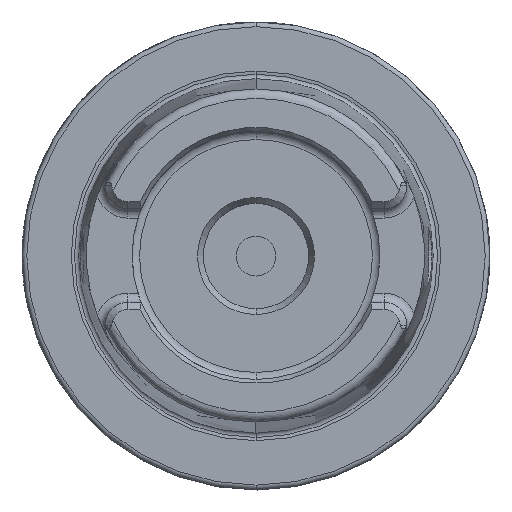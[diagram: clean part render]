
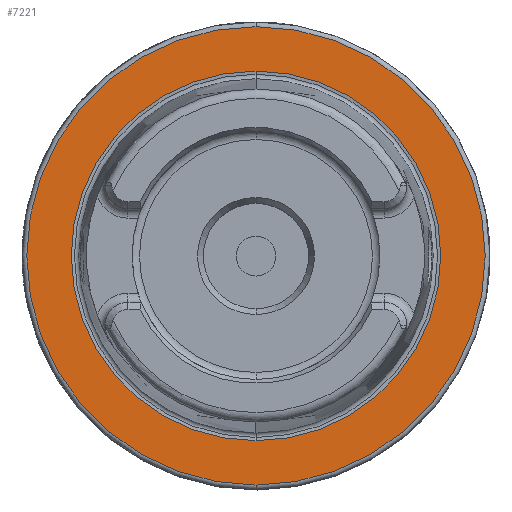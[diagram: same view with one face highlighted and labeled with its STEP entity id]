
A CAD part, top view. The second image highlights one B-rep face of the part: STEP entity #7221.
In plain terms, the highlighted planar face has unit normal (0, 0, 1).
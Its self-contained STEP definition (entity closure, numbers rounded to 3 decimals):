
#1122=CARTESIAN_POINT('',(0,0,29));
#1123=DIRECTION('',(0,0,1));
#1124=DIRECTION('',(0,1,0));
#1125=AXIS2_PLACEMENT_3D('',#1122,#1123,#1124);
#1127=CARTESIAN_POINT('',(0,0,29));
#1128=DIRECTION('',(0,0,-1));
#1129=DIRECTION('',(0,1,0));
#1130=AXIS2_PLACEMENT_3D('',#1127,#1128,#1129);
#1132=CARTESIAN_POINT('',(0,0,29));
#1133=DIRECTION('',(0,0,1));
#1134=DIRECTION('',(0,1,0));
#1135=AXIS2_PLACEMENT_3D('',#1132,#1133,#1134);
#1137=CARTESIAN_POINT('',(0,0,29));
#1138=DIRECTION('',(0,0,1));
#1139=DIRECTION('',(0,-1,0));
#1140=AXIS2_PLACEMENT_3D('',#1137,#1138,#1139);
#5408=CARTESIAN_POINT('',(0,39.499,29));
#5410=VERTEX_POINT('',#5408);
#5444=CARTESIAN_POINT('',(0,-39.499,29));
#5446=VERTEX_POINT('',#5444);
#5456=CARTESIAN_POINT('',(0,49,29));
#5457=CARTESIAN_POINT('',(0.,-49,29));
#5458=VERTEX_POINT('',#5456);
#5459=VERTEX_POINT('',#5457);
#7206=CARTESIAN_POINT('',(0,0,29));
#7207=DIRECTION('',(0,0,-1));
#7208=DIRECTION('',(0,-1,0));
#7209=AXIS2_PLACEMENT_3D('',#7206,#7207,#7208);
#7210=PLANE('',#7209);
#7212=ORIENTED_EDGE('',*,*,#7211,.F.);
#7214=ORIENTED_EDGE('',*,*,#7213,.F.);
#7215=EDGE_LOOP('',(#7212,#7214));
#7216=FACE_OUTER_BOUND('',#7215,.F.);
#7217=ORIENTED_EDGE('',*,*,#7188,.T.);
#7218=ORIENTED_EDGE('',*,*,#7199,.F.);
#7219=EDGE_LOOP('',(#7217,#7218));
#7220=FACE_BOUND('',#7219,.F.);
#7221=ADVANCED_FACE('',(#7216,#7220),#7210,.F.);
#1126=CIRCLE('',#1125,39.499);
#1131=CIRCLE('',#1130,39.499);
#1136=CIRCLE('',#1135,49);
#1141=CIRCLE('',#1140,49);
#7188=EDGE_CURVE('',#5410,#5446,#1126,.T.);
#7199=EDGE_CURVE('',#5410,#5446,#1131,.T.);
#7211=EDGE_CURVE('',#5458,#5459,#1136,.T.);
#7213=EDGE_CURVE('',#5459,#5458,#1141,.T.);
